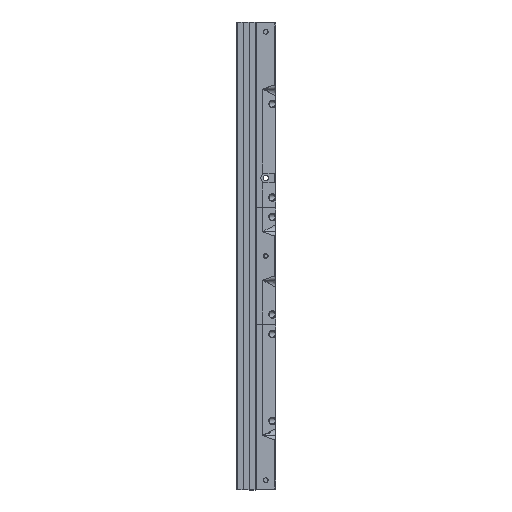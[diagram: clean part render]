
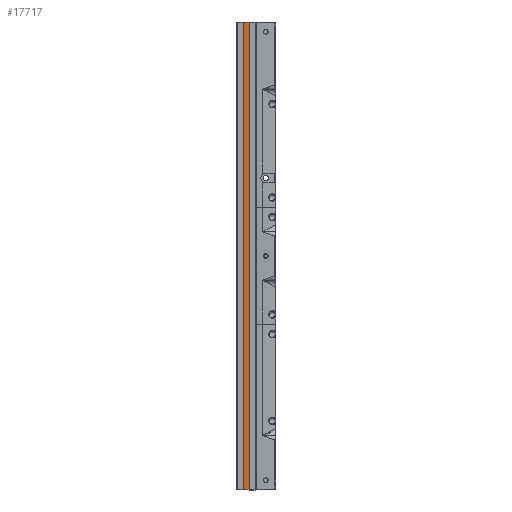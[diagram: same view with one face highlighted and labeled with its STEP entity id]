
A CAD part, left-side view. The second image highlights one B-rep face of the part: STEP entity #17717.
In plain terms, the highlighted planar face has unit normal (-1, 0, 0).
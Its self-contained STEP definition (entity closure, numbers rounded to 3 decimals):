
#633=PLANE('',#18914);
#1289=FACE_OUTER_BOUND('',#2364,.T.);
#2364=EDGE_LOOP('',(#12226,#12227,#12228,#12229));
#3565=LINE('',#25783,#5487);
#3599=LINE('',#25860,#5521);
#3600=LINE('',#25863,#5522);
#3601=LINE('',#25864,#5523);
#5487=VECTOR('',#20572,10.);
#5521=VECTOR('',#20634,10.);
#5522=VECTOR('',#20637,10.);
#5523=VECTOR('',#20638,10.);
#7877=VERTEX_POINT('',#25780);
#7878=VERTEX_POINT('',#25782);
#7907=VERTEX_POINT('',#25858);
#7908=VERTEX_POINT('',#25862);
#9515=EDGE_CURVE('',#7878,#7877,#3565,.T.);
#9554=EDGE_CURVE('',#7877,#7907,#3599,.T.);
#9555=EDGE_CURVE('',#7907,#7908,#3600,.T.);
#9556=EDGE_CURVE('',#7878,#7908,#3601,.T.);
#12226=ORIENTED_EDGE('',*,*,#9555,.T.);
#12227=ORIENTED_EDGE('',*,*,#9556,.F.);
#12228=ORIENTED_EDGE('',*,*,#9515,.T.);
#12229=ORIENTED_EDGE('',*,*,#9554,.T.);
#17717=ADVANCED_FACE('',(#1289),#633,.T.);
#18914=AXIS2_PLACEMENT_3D('',#25861,#20635,#20636);
#20572=DIRECTION('',(0.,-1.,0.));
#20634=DIRECTION('',(0.,0.,1.));
#20635=DIRECTION('center_axis',(-1.,0.,0.));
#20636=DIRECTION('ref_axis',(0.,-1.,0.));
#20637=DIRECTION('',(0.,1.,0.));
#20638=DIRECTION('',(0.,0.,1.));
#25780=CARTESIAN_POINT('',(-224.,7.061,-240.));
#25782=CARTESIAN_POINT('',(-224.,12.939,-240.));
#25783=CARTESIAN_POINT('',(-224.,8.53,-240.));
#25858=CARTESIAN_POINT('',(-224.,7.061,240.));
#25860=CARTESIAN_POINT('',(-224.,7.061,0.));
#25861=CARTESIAN_POINT('Origin',(-224.,12.939,0.));
#25862=CARTESIAN_POINT('',(-224.,12.939,240.));
#25863=CARTESIAN_POINT('',(-224.,11.47,240.));
#25864=CARTESIAN_POINT('',(-224.,12.939,0.));
